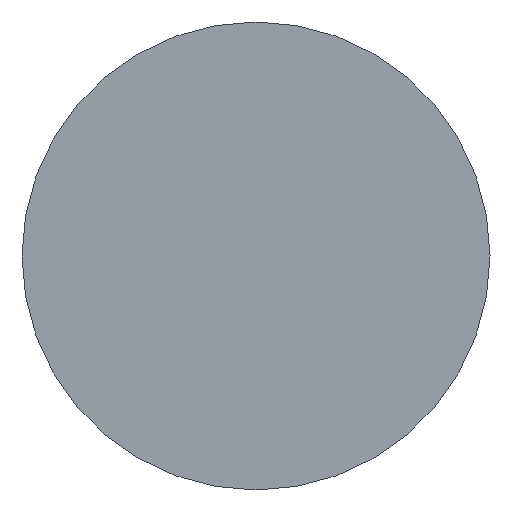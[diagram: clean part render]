
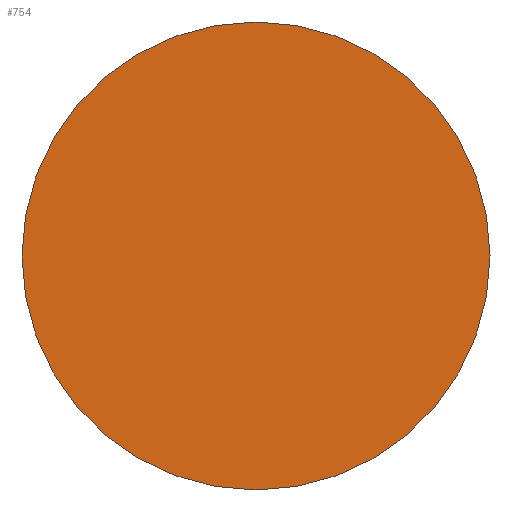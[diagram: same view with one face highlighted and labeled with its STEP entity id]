
A CAD part, left-side view. The second image highlights one B-rep face of the part: STEP entity #754.
In plain terms, the highlighted planar face has unit normal (-1, 0, 0).
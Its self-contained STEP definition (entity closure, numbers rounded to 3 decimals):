
#78 = CYLINDRICAL_SURFACE('',#79,0.8);
#79 = AXIS2_PLACEMENT_3D('',#80,#81,#82);
#80 = CARTESIAN_POINT('',(-1.85,0.,
    0.81));
#81 = DIRECTION('',(1.,0.,0.));
#82 = DIRECTION('',(0.,0.,-1.));
#281 = EDGE_CURVE('',#282,#284,#286,.T.);
#282 = VERTEX_POINT('',#283);
#283 = CARTESIAN_POINT('',(-1.85,0.,
    0.01));
#284 = VERTEX_POINT('',#285);
#285 = CARTESIAN_POINT('',(-1.85,0.,
    1.61));
#286 = SURFACE_CURVE('',#287,(#292,#321),.PCURVE_S1.);
#287 = CIRCLE('',#288,0.8);
#288 = AXIS2_PLACEMENT_3D('',#289,#290,#291);
#289 = CARTESIAN_POINT('',(-1.85,0.,
    0.81));
#290 = DIRECTION('',(1.,0.,0.));
#291 = DIRECTION('',(0.,0.,-1.));
#292 = PCURVE('',#78,#293);
#293 = DEFINITIONAL_REPRESENTATION('',(#294),#320);
#294 = B_SPLINE_CURVE_WITH_KNOTS('',3,(#295,#296,#297,#298,#299,#300,
    #301,#302,#303,#304,#305,#306,#307,#308,#309,#310,#311,#312,#313,
    #314,#315,#316,#317,#318,#319),.UNSPECIFIED.,.F.,.F.,(4,1,1,1,1,1,1,
    1,1,1,1,1,1,1,1,1,1,1,1,1,1,1,4),(0.,0.143,
    0.286,0.428,0.571,0.714,
    0.857,1.,1.142,1.285,
    1.428,1.571,1.714,1.856,
    1.999,2.142,2.285,2.428,
    2.57,2.713,2.856,2.999,
    3.142),.QUASI_UNIFORM_KNOTS.);
#295 = CARTESIAN_POINT('',(0.,0.));
#296 = CARTESIAN_POINT('',(0.048,0.));
#297 = CARTESIAN_POINT('',(0.143,0.));
#298 = CARTESIAN_POINT('',(0.286,0.));
#299 = CARTESIAN_POINT('',(0.428,0.));
#300 = CARTESIAN_POINT('',(0.571,0.));
#301 = CARTESIAN_POINT('',(0.714,0.));
#302 = CARTESIAN_POINT('',(0.857,0.));
#303 = CARTESIAN_POINT('',(1.,0.));
#304 = CARTESIAN_POINT('',(1.142,0.));
#305 = CARTESIAN_POINT('',(1.285,0.));
#306 = CARTESIAN_POINT('',(1.428,0.));
#307 = CARTESIAN_POINT('',(1.571,0.));
#308 = CARTESIAN_POINT('',(1.714,0.));
#309 = CARTESIAN_POINT('',(1.856,0.));
#310 = CARTESIAN_POINT('',(1.999,0.));
#311 = CARTESIAN_POINT('',(2.142,0.));
#312 = CARTESIAN_POINT('',(2.285,0.));
#313 = CARTESIAN_POINT('',(2.428,0.));
#314 = CARTESIAN_POINT('',(2.57,0.));
#315 = CARTESIAN_POINT('',(2.713,0.));
#316 = CARTESIAN_POINT('',(2.856,0.));
#317 = CARTESIAN_POINT('',(2.999,0.));
#318 = CARTESIAN_POINT('',(3.094,0.));
#319 = CARTESIAN_POINT('',(3.142,0.));
#320 = ( GEOMETRIC_REPRESENTATION_CONTEXT(2) 
PARAMETRIC_REPRESENTATION_CONTEXT() REPRESENTATION_CONTEXT('2D SPACE',''
  ) );
#321 = PCURVE('',#322,#327);
#322 = PLANE('',#323);
#323 = AXIS2_PLACEMENT_3D('',#324,#325,#326);
#324 = CARTESIAN_POINT('',(-1.85,0.,
    0.81));
#325 = DIRECTION('',(1.,0.,0.));
#326 = DIRECTION('',(0.,0.,-1.));
#327 = DEFINITIONAL_REPRESENTATION('',(#328),#332);
#328 = CIRCLE('',#329,0.8);
#329 = AXIS2_PLACEMENT_2D('',#330,#331);
#330 = CARTESIAN_POINT('',(0.,0.));
#331 = DIRECTION('',(1.,0.));
#332 = ( GEOMETRIC_REPRESENTATION_CONTEXT(2) 
PARAMETRIC_REPRESENTATION_CONTEXT() REPRESENTATION_CONTEXT('2D SPACE',''
  ) );
#370 = CYLINDRICAL_SURFACE('',#371,0.8);
#371 = AXIS2_PLACEMENT_3D('',#372,#373,#374);
#372 = CARTESIAN_POINT('',(-1.85,0.,
    0.81));
#373 = DIRECTION('',(1.,0.,0.));
#374 = DIRECTION('',(0.,0.,-1.));
#754 = ADVANCED_FACE('',(#755),#322,.F.);
#755 = FACE_BOUND('',#756,.T.);
#756 = EDGE_LOOP('',(#757,#758));
#757 = ORIENTED_EDGE('',*,*,#281,.F.);
#758 = ORIENTED_EDGE('',*,*,#759,.F.);
#759 = EDGE_CURVE('',#284,#282,#760,.T.);
#760 = SURFACE_CURVE('',#761,(#766,#773),.PCURVE_S1.);
#761 = CIRCLE('',#762,0.8);
#762 = AXIS2_PLACEMENT_3D('',#763,#764,#765);
#763 = CARTESIAN_POINT('',(-1.85,0.,
    0.81));
#764 = DIRECTION('',(1.,0.,0.));
#765 = DIRECTION('',(0.,0.,-1.));
#766 = PCURVE('',#322,#767);
#767 = DEFINITIONAL_REPRESENTATION('',(#768),#772);
#768 = CIRCLE('',#769,0.8);
#769 = AXIS2_PLACEMENT_2D('',#770,#771);
#770 = CARTESIAN_POINT('',(0.,0.));
#771 = DIRECTION('',(1.,0.));
#772 = ( GEOMETRIC_REPRESENTATION_CONTEXT(2) 
PARAMETRIC_REPRESENTATION_CONTEXT() REPRESENTATION_CONTEXT('2D SPACE',''
  ) );
#773 = PCURVE('',#370,#774);
#774 = DEFINITIONAL_REPRESENTATION('',(#775),#801);
#775 = B_SPLINE_CURVE_WITH_KNOTS('',3,(#776,#777,#778,#779,#780,#781,
    #782,#783,#784,#785,#786,#787,#788,#789,#790,#791,#792,#793,#794,
    #795,#796,#797,#798,#799,#800),.UNSPECIFIED.,.F.,.F.,(4,1,1,1,1,1,1,
    1,1,1,1,1,1,1,1,1,1,1,1,1,1,1,4),(3.142,3.284,
    3.427,3.57,3.713,3.856,
    3.998,4.141,4.284,4.427,
    4.57,4.712,4.855,4.998,
    5.141,5.284,5.426,5.569,
    5.712,5.855,5.998,6.14,
    6.283),.QUASI_UNIFORM_KNOTS.);
#776 = CARTESIAN_POINT('',(3.142,0.));
#777 = CARTESIAN_POINT('',(3.189,0.));
#778 = CARTESIAN_POINT('',(3.284,0.));
#779 = CARTESIAN_POINT('',(3.427,0.));
#780 = CARTESIAN_POINT('',(3.57,0.));
#781 = CARTESIAN_POINT('',(3.713,0.));
#782 = CARTESIAN_POINT('',(3.856,0.));
#783 = CARTESIAN_POINT('',(3.998,0.));
#784 = CARTESIAN_POINT('',(4.141,0.));
#785 = CARTESIAN_POINT('',(4.284,0.));
#786 = CARTESIAN_POINT('',(4.427,0.));
#787 = CARTESIAN_POINT('',(4.57,0.));
#788 = CARTESIAN_POINT('',(4.712,0.));
#789 = CARTESIAN_POINT('',(4.855,0.));
#790 = CARTESIAN_POINT('',(4.998,0.));
#791 = CARTESIAN_POINT('',(5.141,0.));
#792 = CARTESIAN_POINT('',(5.284,0.));
#793 = CARTESIAN_POINT('',(5.426,0.));
#794 = CARTESIAN_POINT('',(5.569,0.));
#795 = CARTESIAN_POINT('',(5.712,0.));
#796 = CARTESIAN_POINT('',(5.855,0.));
#797 = CARTESIAN_POINT('',(5.998,0.));
#798 = CARTESIAN_POINT('',(6.14,0.));
#799 = CARTESIAN_POINT('',(6.236,0.));
#800 = CARTESIAN_POINT('',(6.283,0.));
#801 = ( GEOMETRIC_REPRESENTATION_CONTEXT(2) 
PARAMETRIC_REPRESENTATION_CONTEXT() REPRESENTATION_CONTEXT('2D SPACE',''
  ) );
